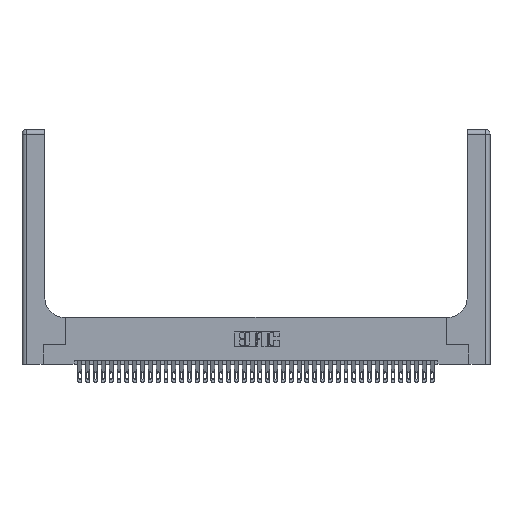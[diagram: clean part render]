
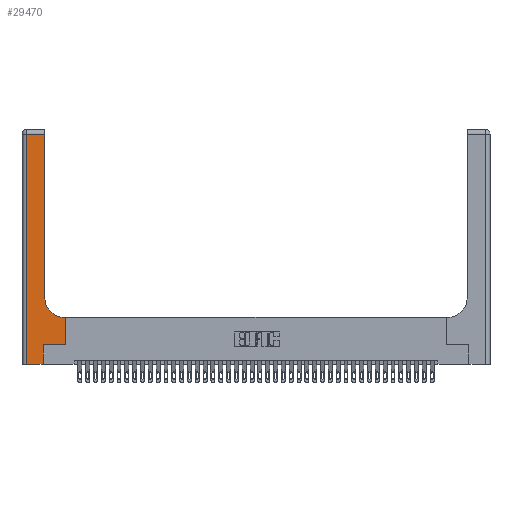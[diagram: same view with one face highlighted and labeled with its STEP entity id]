
A CAD part, top view. The second image highlights one B-rep face of the part: STEP entity #29470.
In plain terms, the highlighted planar face has unit normal (0, 0, 1).
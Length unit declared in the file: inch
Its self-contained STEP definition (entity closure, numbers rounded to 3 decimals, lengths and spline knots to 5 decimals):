
#1578 = EDGE_CURVE ( 'NONE', #23703, #32696, #20119, .T. ) ;
#2239 = CARTESIAN_POINT ( 'NONE',  ( 0.269, 0., 0.37 ) ) ;
#2325 = ORIENTED_EDGE ( 'NONE', *, *, #15730, .T. ) ;
#2353 = LINE ( 'NONE', #27028, #19742 ) ;
#2495 = VERTEX_POINT ( 'NONE', #31613 ) ;
#2625 = LINE ( 'NONE', #3213, #27963 ) ;
#3213 = CARTESIAN_POINT ( 'NONE',  ( 0.2915, 3., 0.37 ) ) ;
#3548 = CARTESIAN_POINT ( 'NONE',  ( 0.5415, 0.6, 0.37 ) ) ;
#3732 = CARTESIAN_POINT ( 'NONE',  ( 0., 2.94, 0.37 ) ) ;
#4103 = LINE ( 'NONE', #21465, #19581 ) ;
#4714 = VERTEX_POINT ( 'NONE', #18194 ) ;
#5066 = CARTESIAN_POINT ( 'NONE',  ( 0.06, 2.94, 0.37 ) ) ;
#5191 = VECTOR ( 'NONE', #26800, 39.37008 ) ;
#7514 = VERTEX_POINT ( 'NONE', #5066 ) ;
#7892 = VERTEX_POINT ( 'NONE', #25142 ) ;
#8149 = VERTEX_POINT ( 'NONE', #8454 ) ;
#8154 = EDGE_CURVE ( 'NONE', #2495, #22051, #28391, .T. ) ;
#8326 = DIRECTION ( 'NONE',  ( -1., 0., 0. ) ) ;
#8454 = CARTESIAN_POINT ( 'NONE',  ( 0.2915, 0.85, 0.37 ) ) ;
#8788 = LINE ( 'NONE', #15411, #28670 ) ;
#9640 = CARTESIAN_POINT ( 'NONE',  ( 0.5415, 0.85, 0.37 ) ) ;
#10242 = DIRECTION ( 'NONE',  ( -1., 0., 0. ) ) ;
#10616 = ORIENTED_EDGE ( 'NONE', *, *, #18961, .T. ) ;
#12080 = ORIENTED_EDGE ( 'NONE', *, *, #1578, .T. ) ;
#14777 = DIRECTION ( 'NONE',  ( 1., 0., 0. ) ) ;
#15411 = CARTESIAN_POINT ( 'NONE',  ( 0.269, 0.25, 0.37 ) ) ;
#15730 = EDGE_CURVE ( 'NONE', #8149, #4714, #2625, .T. ) ;
#16237 = AXIS2_PLACEMENT_3D ( 'NONE', #36954, #30128, #8326 ) ;
#17759 = EDGE_CURVE ( 'NONE', #29065, #2495, #23348, .T. ) ;
#18194 = CARTESIAN_POINT ( 'NONE',  ( 0.2915, 2.94, 0.37 ) ) ;
#18681 = DIRECTION ( 'NONE',  ( 1., 0., 0. ) ) ;
#18690 = EDGE_CURVE ( 'NONE', #32696, #8149, #35648, .T. ) ;
#18922 = CARTESIAN_POINT ( 'NONE',  ( 0.5585, 0.6, 0.37 ) ) ;
#18961 = EDGE_CURVE ( 'NONE', #7514, #29065, #2353, .T. ) ;
#19343 = VECTOR ( 'NONE', #14777, 39.37008 ) ;
#19581 = VECTOR ( 'NONE', #21191, 39.37008 ) ;
#19742 = VECTOR ( 'NONE', #39928, 39.37008 ) ;
#19964 = VECTOR ( 'NONE', #33601, 39.37008 ) ;
#20119 = LINE ( 'NONE', #32887, #5191 ) ;
#20715 = EDGE_CURVE ( 'NONE', #4714, #7514, #22525, .T. ) ;
#21191 = DIRECTION ( 'NONE',  ( 0., 1., 0. ) ) ;
#21465 = CARTESIAN_POINT ( 'NONE',  ( 0.5585, 0.25, 0.37 ) ) ;
#21635 = CARTESIAN_POINT ( 'NONE',  ( 0.06, 0., 0.37 ) ) ;
#21778 = ORIENTED_EDGE ( 'NONE', *, *, #18690, .T. ) ;
#22051 = VERTEX_POINT ( 'NONE', #33849 ) ;
#22069 = DIRECTION ( 'NONE',  ( 0., 1., 0. ) ) ;
#22525 = LINE ( 'NONE', #3732, #37922 ) ;
#22749 = ORIENTED_EDGE ( 'NONE', *, *, #31306, .T. ) ;
#22832 = EDGE_LOOP ( 'NONE', ( #2325, #31635, #10616, #34846, #38810, #22749, #35117, #12080, #21778 ) ) ;
#23348 = LINE ( 'NONE', #29997, #19343 ) ;
#23703 = VERTEX_POINT ( 'NONE', #18922 ) ;
#25142 = CARTESIAN_POINT ( 'NONE',  ( 0.5585, 0.25, 0.37 ) ) ;
#25379 = DIRECTION ( 'NONE',  ( 1., 0., 0. ) ) ;
#26800 = DIRECTION ( 'NONE',  ( -1., 0., 0. ) ) ;
#27028 = CARTESIAN_POINT ( 'NONE',  ( 0.06, 3., 0.37 ) ) ;
#27963 = VECTOR ( 'NONE', #22069, 39.37008 ) ;
#28391 = LINE ( 'NONE', #2239, #19964 ) ;
#28670 = VECTOR ( 'NONE', #25379, 39.37008 ) ;
#29065 = VERTEX_POINT ( 'NONE', #21635 ) ;
#29470 = ADVANCED_FACE ( 'NONE', ( #32817 ), #33888, .F. ) ;
#29997 = CARTESIAN_POINT ( 'NONE',  ( 0., 0., 0.37 ) ) ;
#30128 = DIRECTION ( 'NONE',  ( 0., 0., -1. ) ) ;
#31306 = EDGE_CURVE ( 'NONE', #22051, #7892, #8788, .T. ) ;
#31613 = CARTESIAN_POINT ( 'NONE',  ( 0.269, 0., 0.37 ) ) ;
#31635 = ORIENTED_EDGE ( 'NONE', *, *, #20715, .T. ) ;
#31857 = DIRECTION ( 'NONE',  ( 0., 0., -1. ) ) ;
#32696 = VERTEX_POINT ( 'NONE', #3548 ) ;
#32817 = FACE_OUTER_BOUND ( 'NONE', #22832, .T. ) ;
#32887 = CARTESIAN_POINT ( 'NONE',  ( 0.2915, 0.6, 0.37 ) ) ;
#33383 = AXIS2_PLACEMENT_3D ( 'NONE', #9640, #31857, #18681 ) ;
#33601 = DIRECTION ( 'NONE',  ( 0., 1., 0. ) ) ;
#33849 = CARTESIAN_POINT ( 'NONE',  ( 0.269, 0.25, 0.37 ) ) ;
#33888 = PLANE ( 'NONE',  #16237 ) ;
#34846 = ORIENTED_EDGE ( 'NONE', *, *, #17759, .T. ) ;
#35117 = ORIENTED_EDGE ( 'NONE', *, *, #35598, .T. ) ;
#35598 = EDGE_CURVE ( 'NONE', #7892, #23703, #4103, .T. ) ;
#35648 = CIRCLE ( 'NONE', #33383, 0.25 ) ;
#36954 = CARTESIAN_POINT ( 'NONE',  ( 0., 3., 0.37 ) ) ;
#37922 = VECTOR ( 'NONE', #10242, 39.37008 ) ;
#38810 = ORIENTED_EDGE ( 'NONE', *, *, #8154, .T. ) ;
#39928 = DIRECTION ( 'NONE',  ( 0., -1., 0. ) ) ;
